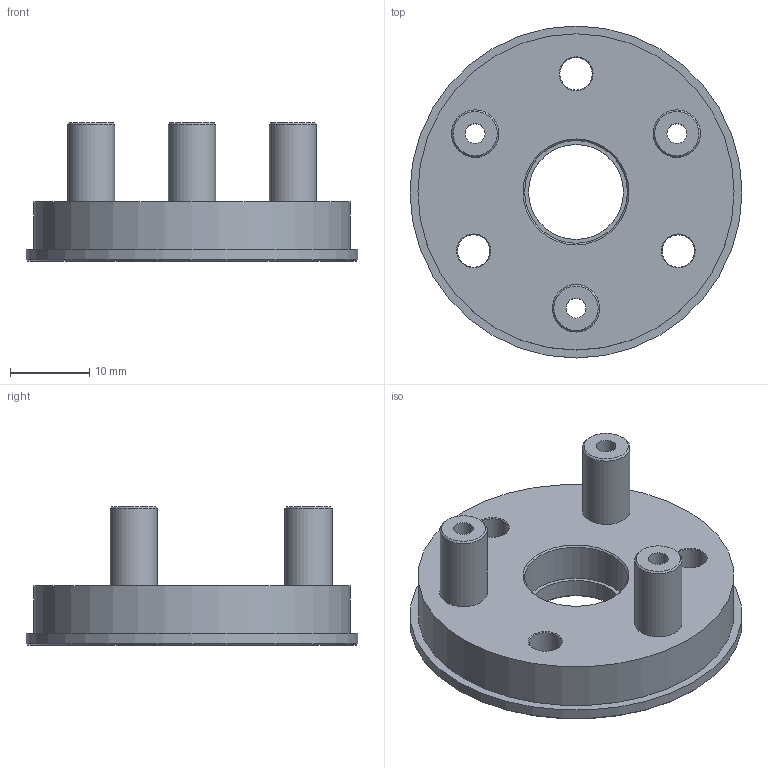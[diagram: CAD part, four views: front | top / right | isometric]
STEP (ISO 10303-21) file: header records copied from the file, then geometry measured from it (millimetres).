
FILE_DESCRIPTION(/* description */ (''),/* implementation_level */ '2;1');
FILE_NAME(/* name */ 'Planet carrier front.step',/* time_stamp */ '2019-12-25T17:02:37+09:00',/* author */ (''),/* organization */ (''),/* preprocessor_version */ 'ST-DEVELOPER v18',/* originating_system */ 'Autodesk Translation Framework v8.12.0.6',/* authorisation */ '');
FILE_SCHEMA (('AUTOMOTIVE_DESIGN { 1 0 10303 214 3 1 1 }'));
Length unit declared in the file: millimetre
Products named in the file (2): Planet carrier male; Planet carrier male_1
Assembly tree (1 placements, depth 2):
  Planet carrier male
    Planet carrier male_1
Bounding box: 42 x 42 x 17.5 mm (x, y, z)
Volume: 8959.3 mm3; surface area: 4918.2 mm2
Topology: 1 solids, 1 shells, 32 faces, 63 edges, 38 vertices
Faces by surface type: cylinder 13, cone 12, plane 7
Full cylindrical faces by diameter (mm): 2.5 x3, 4.1 x3, 6 x3, 12 x1, 13 x1, 40 x1, 42 x1
Entity records: 917 total; most frequent: DIRECTION 171, CARTESIAN_POINT 136, ORIENTED_EDGE 126, AXIS2_PLACEMENT_3D 73, EDGE_CURVE 63, EDGE_LOOP 51, CIRCLE 38, VERTEX_POINT 38
